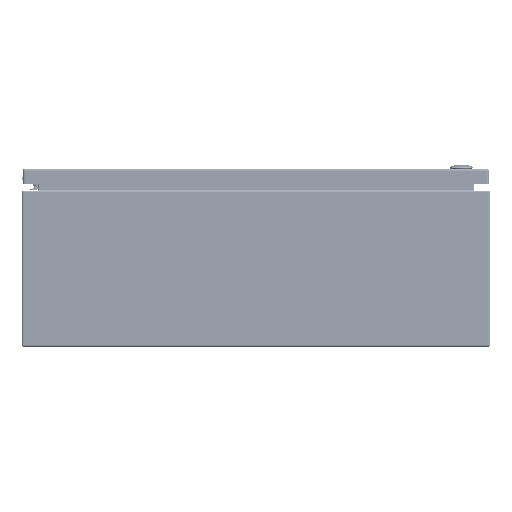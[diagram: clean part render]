
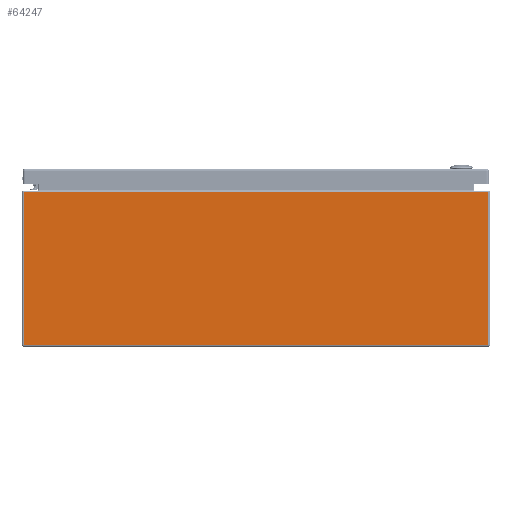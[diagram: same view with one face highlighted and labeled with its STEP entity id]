
A CAD part, front view. The second image highlights one B-rep face of the part: STEP entity #64247.
In plain terms, the highlighted planar face has unit normal (0, -1, 0).
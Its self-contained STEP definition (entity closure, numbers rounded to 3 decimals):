
#7317=LINE('',#86882,#11295);
#7323=LINE('',#86900,#11301);
#7328=LINE('',#86917,#11306);
#7329=LINE('',#86923,#11307);
#11295=VECTOR('',#73602,0.394);
#11301=VECTOR('',#73622,0.394);
#11306=VECTOR('',#73639,0.394);
#11307=VECTOR('',#73648,0.394);
#16102=FACE_OUTER_BOUND('',#19948,.T.);
#19948=EDGE_LOOP('',(#42632,#42633,#42634,#42635));
#25793=VERTEX_POINT('',#86873);
#25796=VERTEX_POINT('',#86880);
#25801=VERTEX_POINT('',#86899);
#25806=VERTEX_POINT('',#86913);
#32364=EDGE_CURVE('',#25796,#25793,#7317,.T.);
#32373=EDGE_CURVE('',#25793,#25801,#7323,.T.);
#32382=EDGE_CURVE('',#25801,#25806,#7328,.T.);
#32385=EDGE_CURVE('',#25796,#25806,#7329,.T.);
#42632=ORIENTED_EDGE('',*,*,#32364,.F.);
#42633=ORIENTED_EDGE('',*,*,#32385,.T.);
#42634=ORIENTED_EDGE('',*,*,#32382,.F.);
#42635=ORIENTED_EDGE('',*,*,#32373,.F.);
#62764=PLANE('',#68941);
#64247=ADVANCED_FACE('',(#16102),#62764,.F.);
#68941=AXIS2_PLACEMENT_3D('',#86922,#73646,#73647);
#73602=DIRECTION('',(0.,0.,1.));
#73622=DIRECTION('',(1.,0.,0.));
#73639=DIRECTION('',(0.,0.,-1.));
#73646=DIRECTION('center_axis',(0.,1.,0.));
#73647=DIRECTION('ref_axis',(0.,0.,1.));
#73648=DIRECTION('',(1.,0.,0.));
#86873=CARTESIAN_POINT('',(-11.916,-15.,7.916));
#86880=CARTESIAN_POINT('',(-11.916,-15.,0.084));
#86882=CARTESIAN_POINT('',(-11.916,-15.,7.916));
#86899=CARTESIAN_POINT('',(11.916,-15.,7.916));
#86900=CARTESIAN_POINT('',(-11.078,-15.,7.916));
#86913=CARTESIAN_POINT('',(11.916,-15.,0.084));
#86917=CARTESIAN_POINT('',(11.916,-15.,7.916));
#86922=CARTESIAN_POINT('Origin',(11.078,-15.,7.916));
#86923=CARTESIAN_POINT('',(0.,-15.,0.084));
